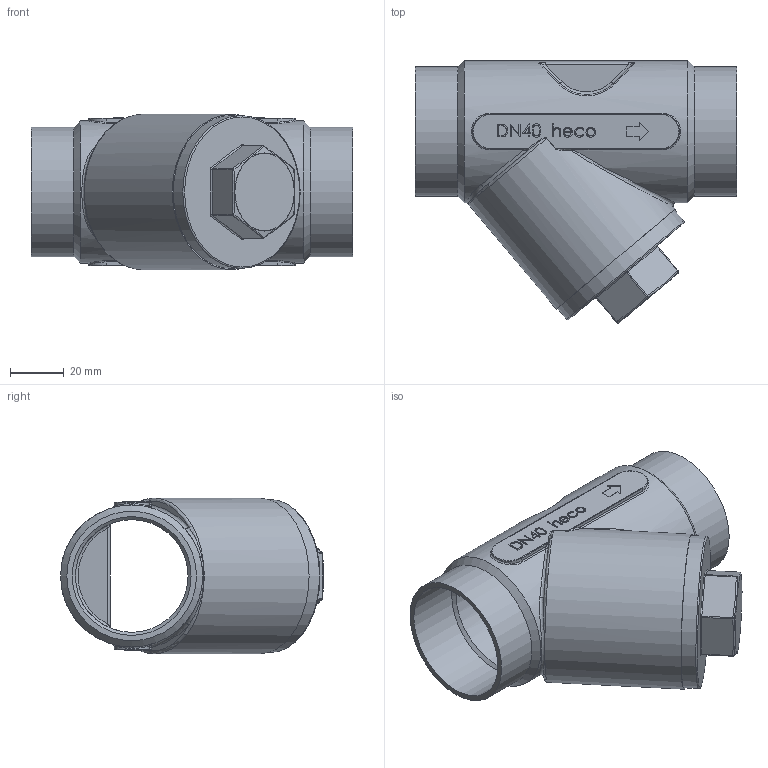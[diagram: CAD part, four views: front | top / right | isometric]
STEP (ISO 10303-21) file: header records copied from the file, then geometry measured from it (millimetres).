
FILE_DESCRIPTION (( 'STEP AP214' ), '1' );
FILE_NAME ('SF-112-00S-4 Schmutzfänger Anschweißende 2101.STEP', '2021-01-12T12:34:43', ( '' ), ( '' ), 'SwSTEP 2.0', 'SolidWorks 2019', '' );
FILE_SCHEMA (( 'AUTOMOTIVE_DESIGN' ));
Length unit declared in the file: millimetre
Products named in the file (1): SF-112-00S-4 Schmutzfänger Anschweißende 2101
Bounding box: 120 x 97.98 x 58 mm (x, y, z)
Volume: 204167 mm3; surface area: 46154.4 mm2
Topology: 1 solids, 1 shells, 450 faces, 1128 edges, 716 vertices
Faces by surface type: plane 186, bspline 184, cylinder 52, torus 17, sphere 6, cone 5
Full cylindrical faces by diameter (mm): 42 x1, 44.3 x2, 48.3 x2, 53 x1, 57 x1, 58 x1
Entity records: 26865 total; most frequent: CARTESIAN_POINT 14272, ORIENTED_EDGE 2216, DIRECTION 1403, EDGE_CURVE 1108, VERTEX_POINT 712, LINE 591, VECTOR 591, EDGE_LOOP 504
